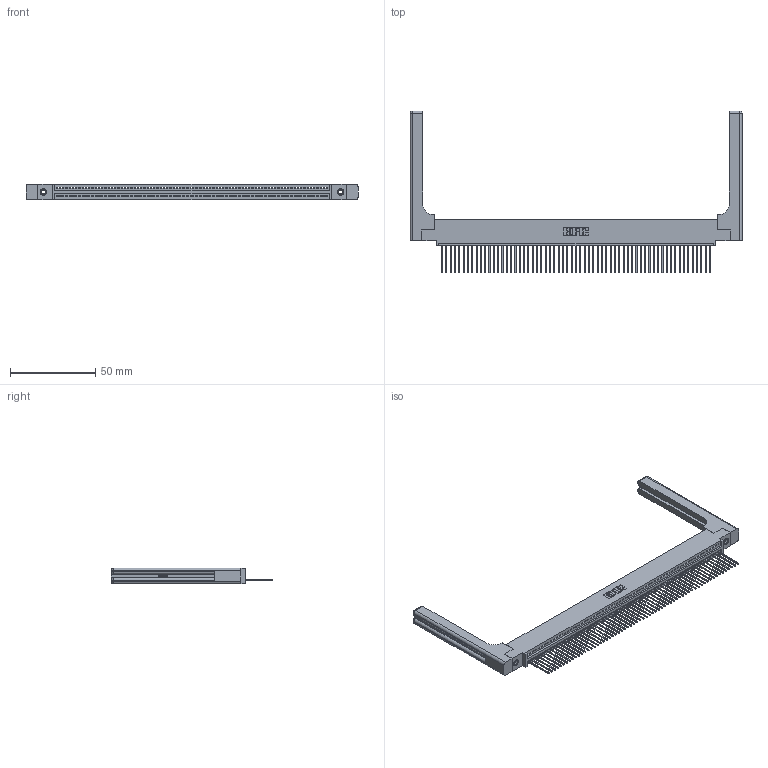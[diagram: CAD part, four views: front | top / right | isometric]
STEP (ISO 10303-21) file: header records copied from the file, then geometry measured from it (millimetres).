
FILE_DESCRIPTION (( 'STEP AP203' ), '1' );
FILE_NAME ('345-063-542-458.STEP', '2019-10-11T11:41:42', ( '' ), ( '' ), 'SwSTEP 2.0', 'SolidWorks 2016', '' );
FILE_SCHEMA (( 'CONFIG_CONTROL_DESIGN' ));
Length unit declared in the file: inch
Products named in the file (5): 345-220-058_345-220-058; 345-250-001_345-250-001-102; 345 Part_0.110 Offset - 0.156 Dia-TH; 345-063-542-458; 345-292-001_345-293-142
Assembly tree (68 placements, depth 2):
  345-063-542-458
    345 Part_0.110 Offset - 0.156 Dia-TH
    345-292-001_345-293-142  x63
    345-250-001_345-250-001-102  x2
    345-220-058_345-220-058  x2
Bounding box: 195.05 x 95.05 x 9.4 mm (x, y, z)
Volume: 27269.5 mm3; surface area: 31495.7 mm2
Topology: 68 solids, 68 shells, 4040 faces, 12107 edges, 7966 vertices
Faces by surface type: plane 2752, cylinder 1228, bspline 36, cone 12, sphere 8, torus 4
Entity records: 49920 total; most frequent: CARTESIAN_POINT 9618, ORIENTED_EDGE 8412, DIRECTION 7316, EDGE_CURVE 4206, LINE 3730, VECTOR 3730, VERTEX_POINT 2794, AXIS2_PLACEMENT_3D 1793
